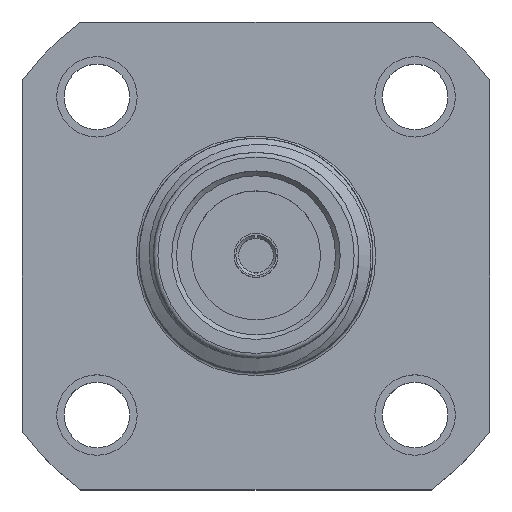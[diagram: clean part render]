
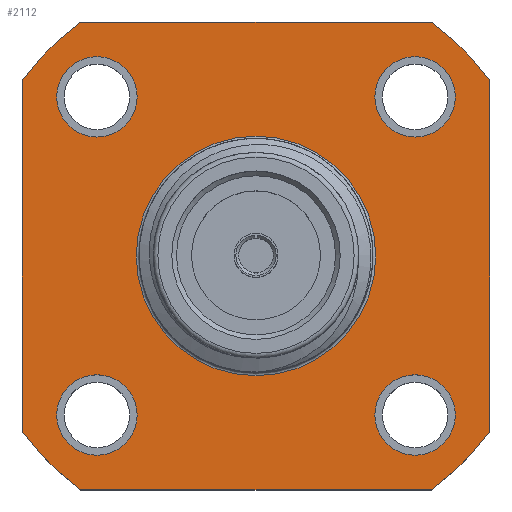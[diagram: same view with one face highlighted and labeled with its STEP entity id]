
A CAD part, top view. The second image highlights one B-rep face of the part: STEP entity #2112.
In plain terms, the highlighted planar face has unit normal (0, 0, 1).
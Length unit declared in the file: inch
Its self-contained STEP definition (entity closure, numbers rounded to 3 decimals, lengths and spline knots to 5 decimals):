
#5 = CIRCLE ( 'NONE', #108, 0.043 ) ;
#7 = DIRECTION ( 'NONE',  ( 0., -1., 0. ) ) ;
#38 = VERTEX_POINT ( 'NONE', #4208 ) ;
#106 = VERTEX_POINT ( 'NONE', #3750 ) ;
#108 = AXIS2_PLACEMENT_3D ( 'NONE', #3010, #3814, #2602 ) ;
#151 = VERTEX_POINT ( 'NONE', #2735 ) ;
#223 = EDGE_LOOP ( 'NONE', ( #4868 ) ) ;
#289 = CARTESIAN_POINT ( 'NONE',  ( -0.128, 0., 0. ) ) ;
#358 = CARTESIAN_POINT ( 'NONE',  ( 0.1875, -0.25, 0. ) ) ;
#381 = CARTESIAN_POINT ( 'NONE',  ( -0.1875, -0.25, 0. ) ) ;
#397 = EDGE_CURVE ( 'NONE', #478, #1828, #1040, .T. ) ;
#478 = VERTEX_POINT ( 'NONE', #4281 ) ;
#528 = CARTESIAN_POINT ( 'NONE',  ( 0., 0., 0. ) ) ;
#557 = FACE_OUTER_BOUND ( 'NONE', #5688, .T. ) ;
#559 = EDGE_LOOP ( 'NONE', ( #568 ) ) ;
#568 = ORIENTED_EDGE ( 'NONE', *, *, #4711, .F. ) ;
#611 = DIRECTION ( 'NONE',  ( 1., 0., 0. ) ) ;
#685 = EDGE_LOOP ( 'NONE', ( #2070 ) ) ;
#735 = EDGE_CURVE ( 'NONE', #38, #3051, #777, .T. ) ;
#737 = ORIENTED_EDGE ( 'NONE', *, *, #1566, .F. ) ;
#748 = VERTEX_POINT ( 'NONE', #1580 ) ;
#777 = CIRCLE ( 'NONE', #2492, 0.3125 ) ;
#848 = DIRECTION ( 'NONE',  ( 1., 0., 0. ) ) ;
#923 = FACE_BOUND ( 'NONE', #223, .T. ) ;
#972 = VECTOR ( 'NONE', #3181, 39.37008 ) ;
#983 = EDGE_CURVE ( 'NONE', #1904, #1904, #2101, .T. ) ;
#1040 = LINE ( 'NONE', #1958, #3042 ) ;
#1043 = ORIENTED_EDGE ( 'NONE', *, *, #735, .F. ) ;
#1101 = DIRECTION ( 'NONE',  ( 0., 0., -1. ) ) ;
#1145 = DIRECTION ( 'NONE',  ( 1., 0., 0. ) ) ;
#1255 = VERTEX_POINT ( 'NONE', #3367 ) ;
#1264 = DIRECTION ( 'NONE',  ( 0., 0., 1. ) ) ;
#1273 = EDGE_CURVE ( 'NONE', #106, #106, #4490, .T. ) ;
#1489 = VERTEX_POINT ( 'NONE', #3292 ) ;
#1539 = CARTESIAN_POINT ( 'NONE',  ( 0., 0., 0. ) ) ;
#1566 = EDGE_CURVE ( 'NONE', #1489, #1489, #4004, .T. ) ;
#1580 = CARTESIAN_POINT ( 'NONE',  ( -0.127, 0.17, 0. ) ) ;
#1586 = CARTESIAN_POINT ( 'NONE',  ( 0., 0., 0. ) ) ;
#1637 = CIRCLE ( 'NONE', #2402, 0.3125 ) ;
#1719 = AXIS2_PLACEMENT_3D ( 'NONE', #4211, #3818, #611 ) ;
#1740 = EDGE_CURVE ( 'NONE', #3772, #5740, #4661, .T. ) ;
#1828 = VERTEX_POINT ( 'NONE', #4803 ) ;
#1844 = ORIENTED_EDGE ( 'NONE', *, *, #3743, .T. ) ;
#1897 = DIRECTION ( 'NONE',  ( 0., 0., 1. ) ) ;
#1904 = VERTEX_POINT ( 'NONE', #3715 ) ;
#1958 = CARTESIAN_POINT ( 'NONE',  ( 0.25, -0.25, 0. ) ) ;
#2013 = VECTOR ( 'NONE', #3753, 39.37008 ) ;
#2070 = ORIENTED_EDGE ( 'NONE', *, *, #5188, .T. ) ;
#2101 = CIRCLE ( 'NONE', #4197, 0.043 ) ;
#2112 = ADVANCED_FACE ( 'NONE', ( #3253, #4621, #923, #2821, #4159, #557 ), #5464, .F. ) ;
#2376 = ORIENTED_EDGE ( 'NONE', *, *, #4791, .F. ) ;
#2386 = CARTESIAN_POINT ( 'NONE',  ( -0.25, -0.25, 0. ) ) ;
#2402 = AXIS2_PLACEMENT_3D ( 'NONE', #2924, #2480, #1145 ) ;
#2442 = ORIENTED_EDGE ( 'NONE', *, *, #397, .T. ) ;
#2480 = DIRECTION ( 'NONE',  ( 0., 0., 1. ) ) ;
#2492 = AXIS2_PLACEMENT_3D ( 'NONE', #5856, #4860, #4920 ) ;
#2583 = EDGE_CURVE ( 'NONE', #1255, #3051, #3999, .T. ) ;
#2602 = DIRECTION ( 'NONE',  ( 1., 0., 0. ) ) ;
#2607 = EDGE_LOOP ( 'NONE', ( #737 ) ) ;
#2686 = DIRECTION ( 'NONE',  ( 1., 0., 0. ) ) ;
#2735 = CARTESIAN_POINT ( 'NONE',  ( -0.25, -0.1875, 0. ) ) ;
#2745 = ORIENTED_EDGE ( 'NONE', *, *, #2583, .T. ) ;
#2762 = DIRECTION ( 'NONE',  ( 0., 0., -1. ) ) ;
#2821 = FACE_BOUND ( 'NONE', #2607, .T. ) ;
#2822 = CARTESIAN_POINT ( 'NONE',  ( -0.17, -0.17, 0. ) ) ;
#2883 = AXIS2_PLACEMENT_3D ( 'NONE', #3595, #4476, #5442 ) ;
#2892 = ORIENTED_EDGE ( 'NONE', *, *, #1740, .T. ) ;
#2924 = CARTESIAN_POINT ( 'NONE',  ( 0., 0., 0. ) ) ;
#2934 = CARTESIAN_POINT ( 'NONE',  ( -0.1875, 0.25, 0. ) ) ;
#3010 = CARTESIAN_POINT ( 'NONE',  ( -0.17, 0.17, 0. ) ) ;
#3042 = VECTOR ( 'NONE', #3769, 39.37008 ) ;
#3051 = VERTEX_POINT ( 'NONE', #2934 ) ;
#3063 = DIRECTION ( 'NONE',  ( -1., 0., 0. ) ) ;
#3181 = DIRECTION ( 'NONE',  ( -1., 0., 0. ) ) ;
#3253 = FACE_BOUND ( 'NONE', #5405, .T. ) ;
#3292 = CARTESIAN_POINT ( 'NONE',  ( 0.213, 0.17, 0. ) ) ;
#3367 = CARTESIAN_POINT ( 'NONE',  ( 0.1875, 0.25, 0. ) ) ;
#3392 = DIRECTION ( 'NONE',  ( 0., 0., -1. ) ) ;
#3564 = ORIENTED_EDGE ( 'NONE', *, *, #5550, .T. ) ;
#3595 = CARTESIAN_POINT ( 'NONE',  ( 0., 0., 0. ) ) ;
#3715 = CARTESIAN_POINT ( 'NONE',  ( -0.127, -0.17, 0. ) ) ;
#3743 = EDGE_CURVE ( 'NONE', #1828, #1255, #1637, .T. ) ;
#3750 = CARTESIAN_POINT ( 'NONE',  ( 0.213, -0.17, 0. ) ) ;
#3753 = DIRECTION ( 'NONE',  ( 1., 0., 0. ) ) ;
#3769 = DIRECTION ( 'NONE',  ( 0., 1., 0. ) ) ;
#3772 = VERTEX_POINT ( 'NONE', #381 ) ;
#3814 = DIRECTION ( 'NONE',  ( 0., 0., 1. ) ) ;
#3818 = DIRECTION ( 'NONE',  ( 0., 0., 1. ) ) ;
#3828 = DIRECTION ( 'NONE',  ( -1., 0., 0. ) ) ;
#3965 = CARTESIAN_POINT ( 'NONE',  ( -0.25, -0.25, 0. ) ) ;
#3999 = LINE ( 'NONE', #4086, #972 ) ;
#4004 = CIRCLE ( 'NONE', #5647, 0.043 ) ;
#4016 = AXIS2_PLACEMENT_3D ( 'NONE', #1586, #3392, #3063 ) ;
#4086 = CARTESIAN_POINT ( 'NONE',  ( -0.25, 0.25, 0. ) ) ;
#4159 = FACE_BOUND ( 'NONE', #685, .T. ) ;
#4197 = AXIS2_PLACEMENT_3D ( 'NONE', #2822, #1897, #2686 ) ;
#4208 = CARTESIAN_POINT ( 'NONE',  ( -0.25, 0.1875, 0. ) ) ;
#4211 = CARTESIAN_POINT ( 'NONE',  ( 0.17, -0.17, 0. ) ) ;
#4215 = VECTOR ( 'NONE', #4873, 39.37008 ) ;
#4281 = CARTESIAN_POINT ( 'NONE',  ( 0.25, -0.1875, 0. ) ) ;
#4315 = AXIS2_PLACEMENT_3D ( 'NONE', #1539, #1101, #3828 ) ;
#4355 = ORIENTED_EDGE ( 'NONE', *, *, #1273, .F. ) ;
#4476 = DIRECTION ( 'NONE',  ( 0., 0., -1. ) ) ;
#4490 = CIRCLE ( 'NONE', #1719, 0.043 ) ;
#4608 = CIRCLE ( 'NONE', #4315, 0.128 ) ;
#4621 = FACE_BOUND ( 'NONE', #559, .T. ) ;
#4652 = ORIENTED_EDGE ( 'NONE', *, *, #5706, .F. ) ;
#4661 = LINE ( 'NONE', #2386, #2013 ) ;
#4711 = EDGE_CURVE ( 'NONE', #748, #748, #5, .T. ) ;
#4750 = VERTEX_POINT ( 'NONE', #289 ) ;
#4791 = EDGE_CURVE ( 'NONE', #478, #5740, #5375, .T. ) ;
#4803 = CARTESIAN_POINT ( 'NONE',  ( 0.25, 0.1875, 0. ) ) ;
#4860 = DIRECTION ( 'NONE',  ( 0., 0., -1. ) ) ;
#4868 = ORIENTED_EDGE ( 'NONE', *, *, #983, .F. ) ;
#4873 = DIRECTION ( 'NONE',  ( 0., -1., 0. ) ) ;
#4913 = CARTESIAN_POINT ( 'NONE',  ( 0.17, 0.17, 0. ) ) ;
#4920 = DIRECTION ( 'NONE',  ( -1., 0., 0. ) ) ;
#5188 = EDGE_CURVE ( 'NONE', #4750, #4750, #4608, .T. ) ;
#5369 = AXIS2_PLACEMENT_3D ( 'NONE', #528, #2762, #7 ) ;
#5375 = CIRCLE ( 'NONE', #4016, 0.3125 ) ;
#5405 = EDGE_LOOP ( 'NONE', ( #4355 ) ) ;
#5442 = DIRECTION ( 'NONE',  ( -1., 0., 0. ) ) ;
#5464 = PLANE ( 'NONE',  #5369 ) ;
#5472 = CIRCLE ( 'NONE', #2883, 0.3125 ) ;
#5550 = EDGE_CURVE ( 'NONE', #38, #151, #5755, .T. ) ;
#5647 = AXIS2_PLACEMENT_3D ( 'NONE', #4913, #1264, #848 ) ;
#5688 = EDGE_LOOP ( 'NONE', ( #1043, #3564, #4652, #2892, #2376, #2442, #1844, #2745 ) ) ;
#5706 = EDGE_CURVE ( 'NONE', #3772, #151, #5472, .T. ) ;
#5740 = VERTEX_POINT ( 'NONE', #358 ) ;
#5755 = LINE ( 'NONE', #3965, #4215 ) ;
#5856 = CARTESIAN_POINT ( 'NONE',  ( 0., 0., 0. ) ) ;
